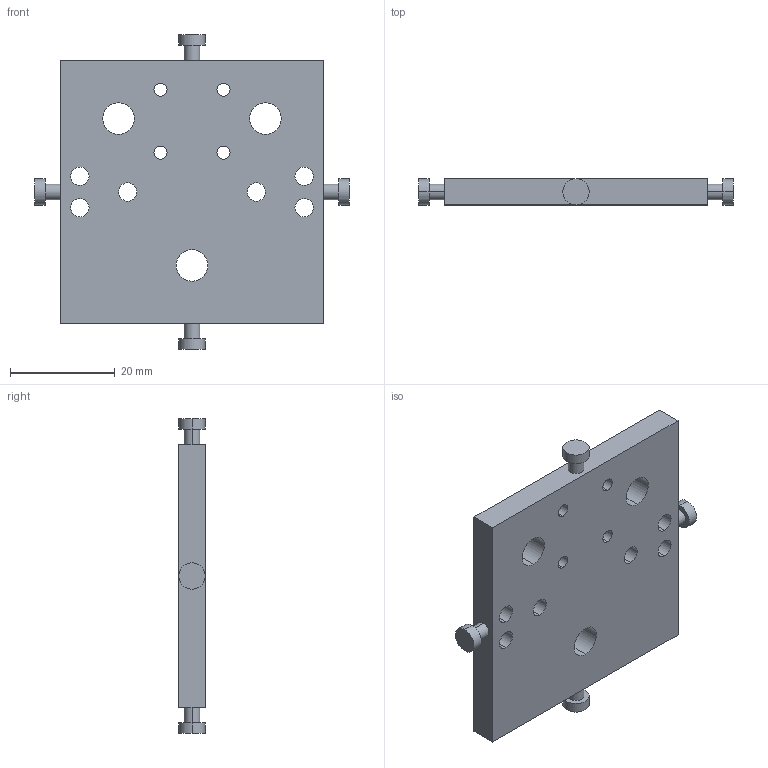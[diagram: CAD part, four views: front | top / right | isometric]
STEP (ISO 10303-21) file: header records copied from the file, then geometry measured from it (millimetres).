
FILE_DESCRIPTION (( 'STEP AP203' ), '1' );
FILE_NAME ('bottom.STEP', '2022-03-01T08:32:49', ( '' ), ( '' ), 'SwSTEP 2.0', 'SolidWorks 2020', '' );
FILE_SCHEMA (( 'CONFIG_CONTROL_DESIGN' ));
Length unit declared in the file: millimetre
Products named in the file (1): bottom
Bounding box: 60 x 5 x 60 mm (x, y, z)
Volume: 11931 mm3; surface area: 6784.6 mm2
Topology: 1 solids, 1 shells, 56 faces, 138 edges, 92 vertices
Faces by surface type: cylinder 42, plane 14
Entity records: 1835 total; most frequent: DIRECTION 336, CARTESIAN_POINT 287, ORIENTED_EDGE 276, AXIS2_PLACEMENT_3D 141, EDGE_CURVE 138, VERTEX_POINT 92, EDGE_LOOP 90, CIRCLE 84
